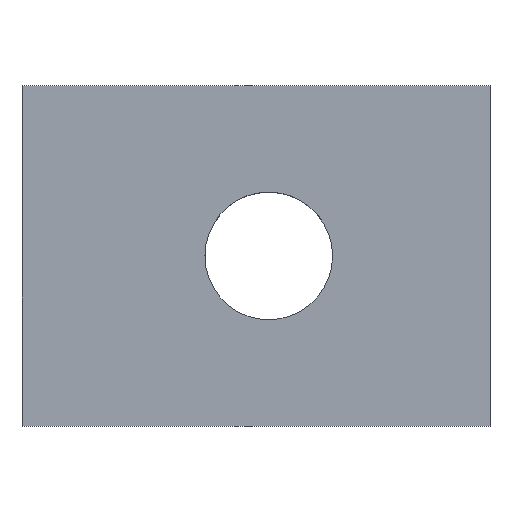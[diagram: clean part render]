
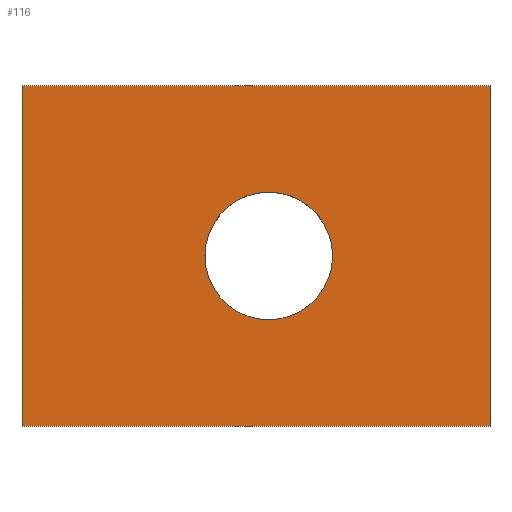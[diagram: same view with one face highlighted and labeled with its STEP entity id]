
A CAD part, top view. The second image highlights one B-rep face of the part: STEP entity #116.
In plain terms, the highlighted planar face has unit normal (0, 0, 1).
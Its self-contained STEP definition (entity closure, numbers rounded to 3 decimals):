
#1 = VECTOR ( 'NONE', #19, 1000. ) ;
#3 = DIRECTION ( 'NONE',  ( 1., 0., 0. ) ) ;
#10 = EDGE_CURVE ( 'NONE', #115, #187, #268, .T. ) ;
#15 = EDGE_CURVE ( 'NONE', #260, #115, #122, .T. ) ;
#19 = DIRECTION ( 'NONE',  ( -1., 0., 0. ) ) ;
#21 = CARTESIAN_POINT ( 'NONE',  ( -26., 20., 0. ) ) ;
#23 = AXIS2_PLACEMENT_3D ( 'NONE', #21, #131, #137 ) ;
#41 = ORIENTED_EDGE ( 'NONE', *, *, #10, .T. ) ;
#47 = VERTEX_POINT ( 'NONE', #66 ) ;
#52 = DIRECTION ( 'NONE',  ( 0., 1., 0. ) ) ;
#62 = VECTOR ( 'NONE', #221, 1000. ) ;
#63 = ORIENTED_EDGE ( 'NONE', *, *, #162, .F. ) ;
#64 = CARTESIAN_POINT ( 'NONE',  ( 0., 40., 0. ) ) ;
#66 = CARTESIAN_POINT ( 'NONE',  ( -18.5, 20., 0. ) ) ;
#84 = CIRCLE ( 'NONE', #253, 7.5 ) ;
#91 = CIRCLE ( 'NONE', #23, 7.5 ) ;
#97 = EDGE_CURVE ( 'NONE', #187, #143, #261, .T. ) ;
#105 = VECTOR ( 'NONE', #52, 1000. ) ;
#108 = CARTESIAN_POINT ( 'NONE',  ( 0., 0., 0. ) ) ;
#113 = CARTESIAN_POINT ( 'NONE',  ( -26., 20., 0. ) ) ;
#115 = VERTEX_POINT ( 'NONE', #186 ) ;
#116 = ADVANCED_FACE ( 'NONE', ( #256, #307 ), #283, .T. ) ;
#122 = LINE ( 'NONE', #224, #176 ) ;
#131 = DIRECTION ( 'NONE',  ( 0., 0., 1. ) ) ;
#137 = DIRECTION ( 'NONE',  ( 1., 0., 0. ) ) ;
#139 = EDGE_CURVE ( 'NONE', #47, #173, #84, .T. ) ;
#140 = CARTESIAN_POINT ( 'NONE',  ( 0., 40., 0. ) ) ;
#143 = VERTEX_POINT ( 'NONE', #160 ) ;
#144 = CARTESIAN_POINT ( 'NONE',  ( -55., 0., 0. ) ) ;
#145 = CARTESIAN_POINT ( 'NONE',  ( -55., 0., 0. ) ) ;
#148 = LINE ( 'NONE', #144, #62 ) ;
#156 = CARTESIAN_POINT ( 'NONE',  ( 0., 0., 0. ) ) ;
#160 = CARTESIAN_POINT ( 'NONE',  ( -55., 40., 0. ) ) ;
#162 = EDGE_CURVE ( 'NONE', #173, #47, #91, .T. ) ;
#163 = DIRECTION ( 'NONE',  ( 1., 0., 0. ) ) ;
#167 = EDGE_LOOP ( 'NONE', ( #265, #63 ) ) ;
#173 = VERTEX_POINT ( 'NONE', #286 ) ;
#176 = VECTOR ( 'NONE', #3, 1000. ) ;
#186 = CARTESIAN_POINT ( 'NONE',  ( 0., 0., 0. ) ) ;
#187 = VERTEX_POINT ( 'NONE', #64 ) ;
#191 = DIRECTION ( 'NONE',  ( 1., 0., 0. ) ) ;
#192 = ORIENTED_EDGE ( 'NONE', *, *, #194, .T. ) ;
#194 = EDGE_CURVE ( 'NONE', #143, #260, #148, .T. ) ;
#221 = DIRECTION ( 'NONE',  ( 0., -1., 0. ) ) ;
#224 = CARTESIAN_POINT ( 'NONE',  ( 0., 0., 0. ) ) ;
#233 = DIRECTION ( 'NONE',  ( 0., 0., 1. ) ) ;
#236 = EDGE_LOOP ( 'NONE', ( #41, #239, #192, #284 ) ) ;
#239 = ORIENTED_EDGE ( 'NONE', *, *, #97, .T. ) ;
#240 = AXIS2_PLACEMENT_3D ( 'NONE', #156, #233, #191 ) ;
#253 = AXIS2_PLACEMENT_3D ( 'NONE', #113, #289, #163 ) ;
#256 = FACE_BOUND ( 'NONE', #167, .T. ) ;
#260 = VERTEX_POINT ( 'NONE', #145 ) ;
#261 = LINE ( 'NONE', #140, #1 ) ;
#265 = ORIENTED_EDGE ( 'NONE', *, *, #139, .F. ) ;
#268 = LINE ( 'NONE', #108, #105 ) ;
#283 = PLANE ( 'NONE',  #240 ) ;
#284 = ORIENTED_EDGE ( 'NONE', *, *, #15, .T. ) ;
#286 = CARTESIAN_POINT ( 'NONE',  ( -33.5, 20., 0. ) ) ;
#289 = DIRECTION ( 'NONE',  ( 0., 0., 1. ) ) ;
#307 = FACE_OUTER_BOUND ( 'NONE', #236, .T. ) ;
